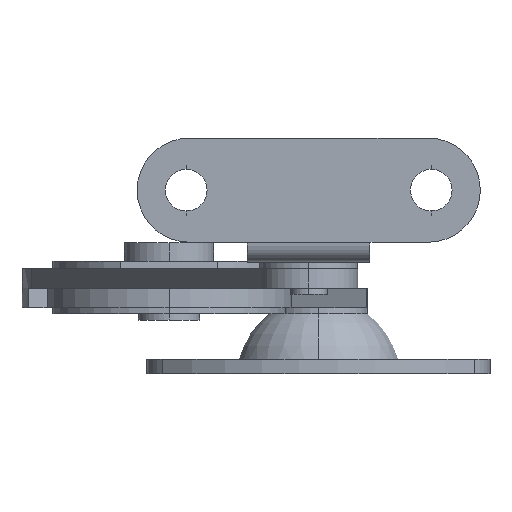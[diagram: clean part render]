
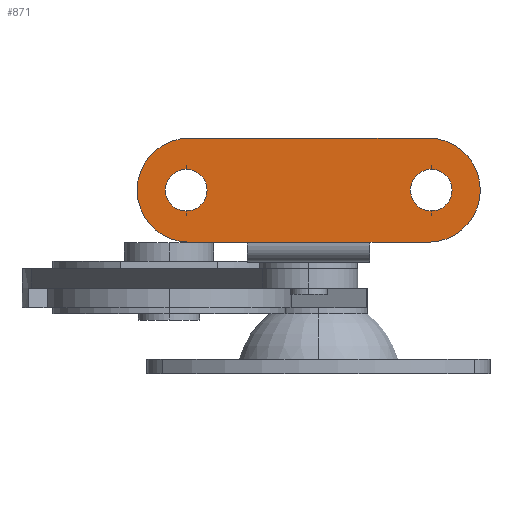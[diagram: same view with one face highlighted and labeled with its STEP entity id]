
A CAD part, left-side view. The second image highlights one B-rep face of the part: STEP entity #871.
In plain terms, the highlighted face is planar.
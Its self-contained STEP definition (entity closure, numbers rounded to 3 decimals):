
#78 = EDGE_CURVE ( 'NONE', #2862, #2867, #687, .T. ) ;
#85 = EDGE_CURVE ( 'NONE', #2763, #2767, #690, .T. ) ;
#111 = EDGE_CURVE ( 'NONE', #2846, #2775, #2546, .T. ) ;
#114 = EDGE_CURVE ( 'NONE', #2867, #2862, #702, .T. ) ;
#115 = EDGE_CURVE ( 'NONE', #2767, #2763, #703, .T. ) ;
#116 = EDGE_CURVE ( 'NONE', #2775, #2769, #2561, .T. ) ;
#117 = EDGE_CURVE ( 'NONE', #2791, #2769, #2564, .T. ) ;
#118 = EDGE_CURVE ( 'NONE', #2791, #2829, #2567, .T. ) ;
#119 = EDGE_CURVE ( 'NONE', #2829, #2773, #704, .T. ) ;
#120 = EDGE_CURVE ( 'NONE', #2773, #1571, #2573, .T. ) ;
#121 = EDGE_CURVE ( 'NONE', #1571, #1586, #705, .T. ) ;
#122 = EDGE_CURVE ( 'NONE', #1586, #2846, #2579, .T. ) ;
#687 = CIRCLE ( 'NONE', #1398, 1.7 ) ;
#690 = CIRCLE ( 'NONE', #1405, 1.7 ) ;
#702 = CIRCLE ( 'NONE', #1097, 1.7 ) ;
#703 = CIRCLE ( 'NONE', #1425, 1.7 ) ;
#704 = CIRCLE ( 'NONE', #1427, 4.25 ) ;
#705 = CIRCLE ( 'NONE', #1094, 4.25 ) ;
#871 = ADVANCED_FACE ( 'NONE', ( #1177, #1175, #1182 ), #3610, .F. ) ;
#1084 = VECTOR ( 'NONE', #2581, 1000. ) ;
#1086 = VECTOR ( 'NONE', #2575, 1000. ) ;
#1087 = VECTOR ( 'NONE', #2569, 1000. ) ;
#1089 = VECTOR ( 'NONE', #2566, 1000. ) ;
#1091 = VECTOR ( 'NONE', #2563, 1000. ) ;
#1093 = VECTOR ( 'NONE', #2548, 1000. ) ;
#1094 = AXIS2_PLACEMENT_3D ( 'NONE', #2572, #2576, #2577 ) ;
#1097 = AXIS2_PLACEMENT_3D ( 'NONE', #2545, #2555, #2556 ) ;
#1175 = FACE_BOUND ( 'NONE', #1656, .T. ) ;
#1177 = FACE_BOUND ( 'NONE', #1644, .T. ) ;
#1182 = FACE_OUTER_BOUND ( 'NONE', #1646, .T. ) ;
#1184 = AXIS2_PLACEMENT_3D ( 'NONE', #3611, #3612, #3613 ) ;
#1398 = AXIS2_PLACEMENT_3D ( 'NONE', #2440, #2447, #2448 ) ;
#1405 = AXIS2_PLACEMENT_3D ( 'NONE', #2461, #2468, #2469 ) ;
#1425 = AXIS2_PLACEMENT_3D ( 'NONE', #2557, #2558, #2559 ) ;
#1427 = AXIS2_PLACEMENT_3D ( 'NONE', #2560, #2570, #2571 ) ;
#1571 = VERTEX_POINT ( 'NONE', #3710 ) ;
#1586 = VERTEX_POINT ( 'NONE', #3725 ) ;
#1644 = EDGE_LOOP ( 'NONE', ( #1799, #1801 ) ) ;
#1646 = EDGE_LOOP ( 'NONE', ( #1800, #1804, #1802, #1805, #1806, #1807, #1808, #1809 ) ) ;
#1656 = EDGE_LOOP ( 'NONE', ( #1798, #1803 ) ) ;
#1798 = ORIENTED_EDGE ( 'NONE', *, *, #115, .T. ) ;
#1799 = ORIENTED_EDGE ( 'NONE', *, *, #114, .T. ) ;
#1800 = ORIENTED_EDGE ( 'NONE', *, *, #111, .T. ) ;
#1801 = ORIENTED_EDGE ( 'NONE', *, *, #78, .T. ) ;
#1802 = ORIENTED_EDGE ( 'NONE', *, *, #117, .F. ) ;
#1803 = ORIENTED_EDGE ( 'NONE', *, *, #85, .T. ) ;
#1804 = ORIENTED_EDGE ( 'NONE', *, *, #116, .T. ) ;
#1805 = ORIENTED_EDGE ( 'NONE', *, *, #118, .T. ) ;
#1806 = ORIENTED_EDGE ( 'NONE', *, *, #119, .T. ) ;
#1807 = ORIENTED_EDGE ( 'NONE', *, *, #120, .T. ) ;
#1808 = ORIENTED_EDGE ( 'NONE', *, *, #121, .T. ) ;
#1809 = ORIENTED_EDGE ( 'NONE', *, *, #122, .T. ) ;
#2440 = CARTESIAN_POINT ( 'NONE',  ( -10., -7.5, 5.9 ) ) ;
#2447 = DIRECTION ( 'NONE',  ( 0., 1., 0. ) ) ;
#2448 = DIRECTION ( 'NONE',  ( 0., 0., 1. ) ) ;
#2461 = CARTESIAN_POINT ( 'NONE',  ( 10., -7.5, 5.9 ) ) ;
#2468 = DIRECTION ( 'NONE',  ( 0., 1., 0. ) ) ;
#2469 = DIRECTION ( 'NONE',  ( 0., 0., 1. ) ) ;
#2545 = CARTESIAN_POINT ( 'NONE',  ( -10., -7.5, 5.9 ) ) ;
#2546 = LINE ( 'NONE', #2547, #1093 ) ;
#2547 = CARTESIAN_POINT ( 'NONE',  ( -5., -7.5, 1.6 ) ) ;
#2548 = DIRECTION ( 'NONE',  ( 0., 0., -1. ) ) ;
#2555 = DIRECTION ( 'NONE',  ( 0., 1., 0. ) ) ;
#2556 = DIRECTION ( 'NONE',  ( 0., 0., 1. ) ) ;
#2557 = CARTESIAN_POINT ( 'NONE',  ( 10., -7.5, 5.9 ) ) ;
#2558 = DIRECTION ( 'NONE',  ( 0., 1., 0. ) ) ;
#2559 = DIRECTION ( 'NONE',  ( 0., 0., 1. ) ) ;
#2560 = CARTESIAN_POINT ( 'NONE',  ( 9.75, -7.5, 5.9 ) ) ;
#2561 = LINE ( 'NONE', #2562, #1091 ) ;
#2562 = CARTESIAN_POINT ( 'NONE',  ( -5., -7.5, 1.6 ) ) ;
#2563 = DIRECTION ( 'NONE',  ( 1., 0., 0. ) ) ;
#2564 = LINE ( 'NONE', #2565, #1089 ) ;
#2565 = CARTESIAN_POINT ( 'NONE',  ( 5., -7.5, 1.6 ) ) ;
#2566 = DIRECTION ( 'NONE',  ( 0., 0., -1. ) ) ;
#2567 = LINE ( 'NONE', #2568, #1087 ) ;
#2568 = CARTESIAN_POINT ( 'NONE',  ( 5., -7.5, 1.65 ) ) ;
#2569 = DIRECTION ( 'NONE',  ( 1., 0., 0. ) ) ;
#2570 = DIRECTION ( 'NONE',  ( 0., -1., 0. ) ) ;
#2571 = DIRECTION ( 'NONE',  ( 0., 0., -1. ) ) ;
#2572 = CARTESIAN_POINT ( 'NONE',  ( -9.75, -7.5, 5.9 ) ) ;
#2573 = LINE ( 'NONE', #2574, #1086 ) ;
#2574 = CARTESIAN_POINT ( 'NONE',  ( 9.75, -7.5, 10.15 ) ) ;
#2575 = DIRECTION ( 'NONE',  ( -1., 0., 0. ) ) ;
#2576 = DIRECTION ( 'NONE',  ( 0., -1., 0. ) ) ;
#2577 = DIRECTION ( 'NONE',  ( 0., 0., -1. ) ) ;
#2579 = LINE ( 'NONE', #2580, #1084 ) ;
#2580 = CARTESIAN_POINT ( 'NONE',  ( -9.75, -7.5, 1.65 ) ) ;
#2581 = DIRECTION ( 'NONE',  ( 1., 0., 0. ) ) ;
#2763 = VERTEX_POINT ( 'NONE', #3797 ) ;
#2767 = VERTEX_POINT ( 'NONE', #3801 ) ;
#2769 = VERTEX_POINT ( 'NONE', #3803 ) ;
#2773 = VERTEX_POINT ( 'NONE', #3807 ) ;
#2775 = VERTEX_POINT ( 'NONE', #3809 ) ;
#2791 = VERTEX_POINT ( 'NONE', #3825 ) ;
#2829 = VERTEX_POINT ( 'NONE', #3863 ) ;
#2846 = VERTEX_POINT ( 'NONE', #3880 ) ;
#2862 = VERTEX_POINT ( 'NONE', #3896 ) ;
#2867 = VERTEX_POINT ( 'NONE', #3901 ) ;
#3610 = PLANE ( 'NONE',  #1184 ) ;
#3611 = CARTESIAN_POINT ( 'NONE',  ( -5., -7.5, 1.6 ) ) ;
#3612 = DIRECTION ( 'NONE',  ( 0., 1., 0. ) ) ;
#3613 = DIRECTION ( 'NONE',  ( 0., 0., 1. ) ) ;
#3710 = CARTESIAN_POINT ( 'NONE',  ( -9.75, -7.5, 10.15 ) ) ;
#3725 = CARTESIAN_POINT ( 'NONE',  ( -9.75, -7.5, 1.65 ) ) ;
#3797 = CARTESIAN_POINT ( 'NONE',  ( 10., -7.5, 4.2 ) ) ;
#3801 = CARTESIAN_POINT ( 'NONE',  ( 10., -7.5, 7.6 ) ) ;
#3803 = CARTESIAN_POINT ( 'NONE',  ( 5., -7.5, 1.6 ) ) ;
#3807 = CARTESIAN_POINT ( 'NONE',  ( 9.75, -7.5, 10.15 ) ) ;
#3809 = CARTESIAN_POINT ( 'NONE',  ( -5., -7.5, 1.6 ) ) ;
#3825 = CARTESIAN_POINT ( 'NONE',  ( 5., -7.5, 1.65 ) ) ;
#3863 = CARTESIAN_POINT ( 'NONE',  ( 9.75, -7.5, 1.65 ) ) ;
#3880 = CARTESIAN_POINT ( 'NONE',  ( -5., -7.5, 1.65 ) ) ;
#3896 = CARTESIAN_POINT ( 'NONE',  ( -10., -7.5, 4.2 ) ) ;
#3901 = CARTESIAN_POINT ( 'NONE',  ( -10., -7.5, 7.6 ) ) ;
